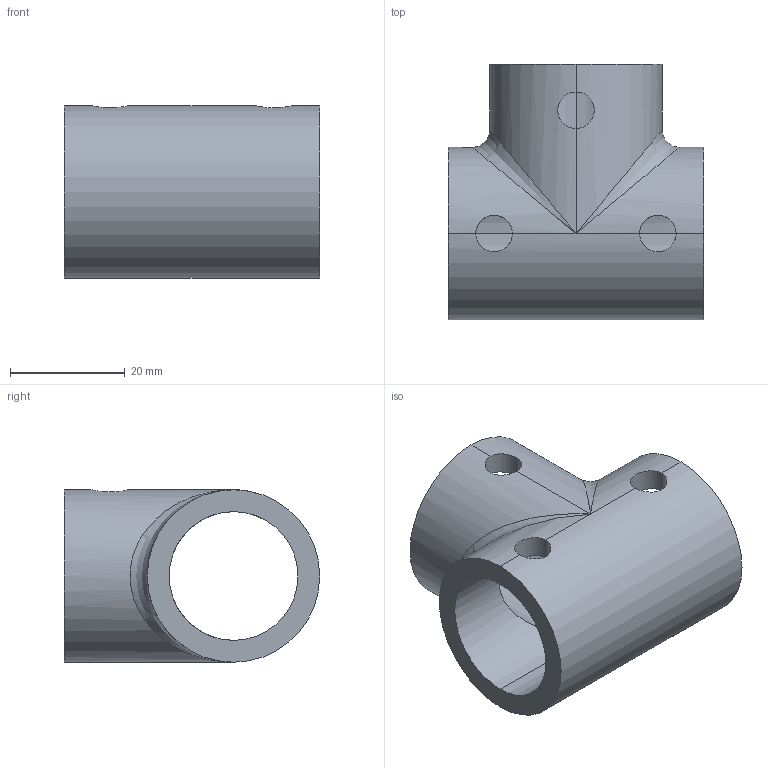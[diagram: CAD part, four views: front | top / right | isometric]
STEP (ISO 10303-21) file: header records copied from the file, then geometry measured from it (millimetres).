
FILE_DESCRIPTION (( 'STEP AP203' ), '1' );
FILE_NAME ('sone3D.STEP', '2014-07-23T05:49:28', ( '' ), ( '' ), 'SwSTEP 2.0', 'SolidWorks 2012', '' );
FILE_SCHEMA (( 'CONFIG_CONTROL_DESIGN' ));
Length unit declared in the file: millimetre
Products named in the file (1): sone3D
Bounding box: 44.5 x 44.45 x 30 mm (x, y, z)
Volume: 17584.9 mm3; surface area: 10304.9 mm2
Topology: 1 solids, 1 shells, 21 faces, 62 edges, 32 vertices
Faces by surface type: cylinder 16, plane 3, bspline 2
Entity records: 1285 total; most frequent: CARTESIAN_POINT 714, ORIENTED_EDGE 116, DIRECTION 88, EDGE_CURVE 58, AXIS2_PLACEMENT_3D 32, VERTEX_POINT 32, VECTOR 24, EDGE_LOOP 24
